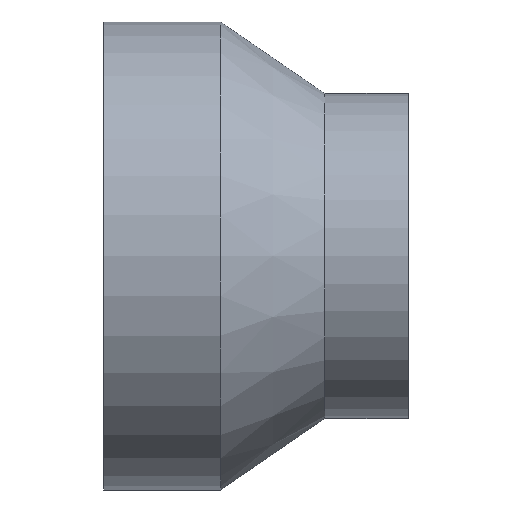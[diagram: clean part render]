
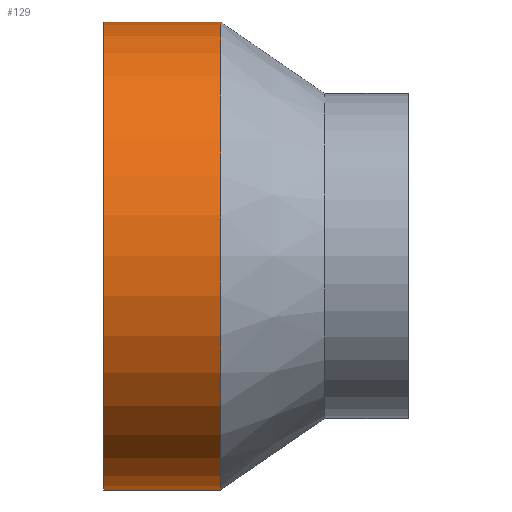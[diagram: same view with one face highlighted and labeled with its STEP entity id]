
A CAD part, top view. The second image highlights one B-rep face of the part: STEP entity #129.
In plain terms, the highlighted cylindrical face has radius 90 mm (diameter 180 mm), a partial arc.
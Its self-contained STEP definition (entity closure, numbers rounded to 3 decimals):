
#113 = VERTEX_POINT( '', #249 );
#129 = ADVANCED_FACE( '', ( #268 ), #269, .T. );
#141 = EDGE_CURVE( '', #113, #191, #283, .T. );
#155 = EDGE_CURVE( '', #161, #191, #298, .T. );
#161 = VERTEX_POINT( '', #304 );
#187 = VERTEX_POINT( '', #334 );
#189 = EDGE_CURVE( '', #161, #187, #336, .T. );
#191 = VERTEX_POINT( '', #338 );
#195 = EDGE_CURVE( '', #187, #113, #342, .T. );
#249 = CARTESIAN_POINT( '', ( 45., 90., 0. ) );
#268 = FACE_OUTER_BOUND( '', #424, .T. );
#269 = CYLINDRICAL_SURFACE( '', #425, 90. );
#283 = LINE( '', #444, #445 );
#298 = CIRCLE( '', #462, 90. );
#304 = CARTESIAN_POINT( '', ( 0., -90., 0. ) );
#334 = CARTESIAN_POINT( '', ( 45., -90., 0. ) );
#336 = LINE( '', #511, #512 );
#338 = CARTESIAN_POINT( '', ( 0., 90., 0. ) );
#342 = CIRCLE( '', #521, 90. );
#424 = EDGE_LOOP( '', ( #590, #591, #592, #593 ) );
#425 = AXIS2_PLACEMENT_3D( '', #594, #595, #596 );
#444 = CARTESIAN_POINT( '', ( 22.5, 90., 0. ) );
#445 = VECTOR( '', #620, 1. );
#462 = AXIS2_PLACEMENT_3D( '', #632, #633, #634 );
#511 = CARTESIAN_POINT( '', ( 22.5, -90., 0. ) );
#512 = VECTOR( '', #682, 1. );
#521 = AXIS2_PLACEMENT_3D( '', #684, #685, #686 );
#590 = ORIENTED_EDGE( '', *, *, #141, .T. );
#591 = ORIENTED_EDGE( '', *, *, #155, .F. );
#592 = ORIENTED_EDGE( '', *, *, #189, .T. );
#593 = ORIENTED_EDGE( '', *, *, #195, .T. );
#594 = CARTESIAN_POINT( '', ( 22.5, 0., 0. ) );
#595 = DIRECTION( '', ( 1., 0., 0. ) );
#596 = DIRECTION( '', ( 0., 1., 0. ) );
#620 = DIRECTION( '', ( -1., 0., 0. ) );
#632 = CARTESIAN_POINT( '', ( 0., 0., 0. ) );
#633 = DIRECTION( '', ( -1., 0., 0. ) );
#634 = DIRECTION( '', ( 0., 1., 0. ) );
#682 = DIRECTION( '', ( 1., 0., 0. ) );
#684 = CARTESIAN_POINT( '', ( 45., 0., 0. ) );
#685 = DIRECTION( '', ( -1., 0., 0. ) );
#686 = DIRECTION( '', ( 0., 1., 0. ) );
